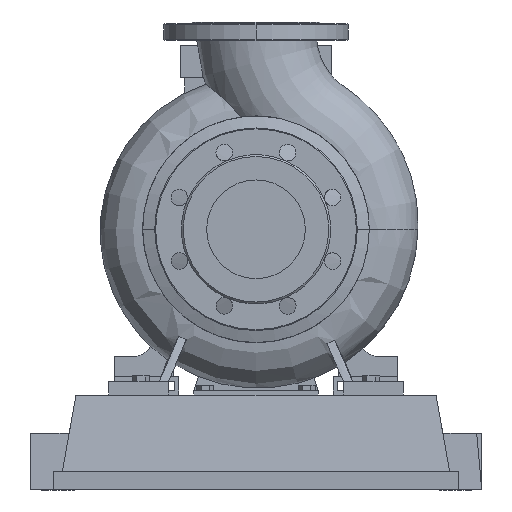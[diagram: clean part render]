
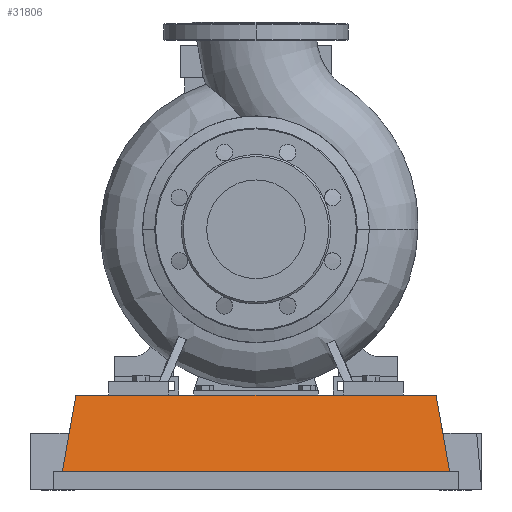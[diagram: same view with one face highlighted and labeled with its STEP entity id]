
A CAD part, left-side view. The second image highlights one B-rep face of the part: STEP entity #31806.
In plain terms, the highlighted planar face has unit normal (-0.985, 0, 0.174).
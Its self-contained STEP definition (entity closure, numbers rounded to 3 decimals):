
#29691=CARTESIAN_POINT('',(-77.5,-210.,20.6));
#29692=VERTEX_POINT('',#29691);
#29699=CARTESIAN_POINT('',(-77.5,210.0,20.6));
#29700=VERTEX_POINT('',#29699);
#29701=CARTESIAN_POINT('',(-77.5,-210.,20.6));
#29702=DIRECTION('',(0.0,1.0,0.0));
#29703=VECTOR('',#29702,420.0);
#29704=LINE('',#29701,#29703);
#29705=EDGE_CURVE('',#29692,#29700,#29704,.T.);
#31540=CARTESIAN_POINT('',(-62.971,-195.471,103.0));
#31541=VERTEX_POINT('',#31540);
#31548=CARTESIAN_POINT('',(-77.5,-210.,20.6));
#31549=DIRECTION('',(0.171,0.171,0.97));
#31550=VECTOR('',#31549,84.923);
#31551=LINE('',#31548,#31550);
#31552=EDGE_CURVE('',#29692,#31541,#31551,.T.);
#31783=CARTESIAN_POINT('',(-77.5,-210.,20.6));
#31784=DIRECTION('',(-0.985,0.,0.174));
#31785=DIRECTION('',(0.0,-1.0,0.0));
#31786=AXIS2_PLACEMENT_3D('',#31783,#31784,#31785);
#31787=PLANE('',#31786);
#31788=CARTESIAN_POINT('',(-62.971,195.471,103.0));
#31789=VERTEX_POINT('',#31788);
#31790=CARTESIAN_POINT('',(-62.971,-195.471,103.0));
#31791=DIRECTION('',(0.0,1.0,0.0));
#31792=VECTOR('',#31791,390.941);
#31793=LINE('',#31790,#31792);
#31794=EDGE_CURVE('',#31541,#31789,#31793,.T.);
#31795=ORIENTED_EDGE('',*,*,#31794,.T.);
#31796=CARTESIAN_POINT('',(-77.5,210.0,20.6));
#31797=DIRECTION('',(0.171,-0.171,0.97));
#31798=VECTOR('',#31797,84.923);
#31799=LINE('',#31796,#31798);
#31800=EDGE_CURVE('',#29700,#31789,#31799,.T.);
#31801=ORIENTED_EDGE('',*,*,#31800,.F.);
#31802=ORIENTED_EDGE('',*,*,#29705,.F.);
#31803=ORIENTED_EDGE('',*,*,#31552,.T.);
#31804=EDGE_LOOP('',(#31795,#31801,#31802,#31803));
#31805=FACE_OUTER_BOUND('',#31804,.T.);
#31806=ADVANCED_FACE('',(#31805),#31787,.T.);
